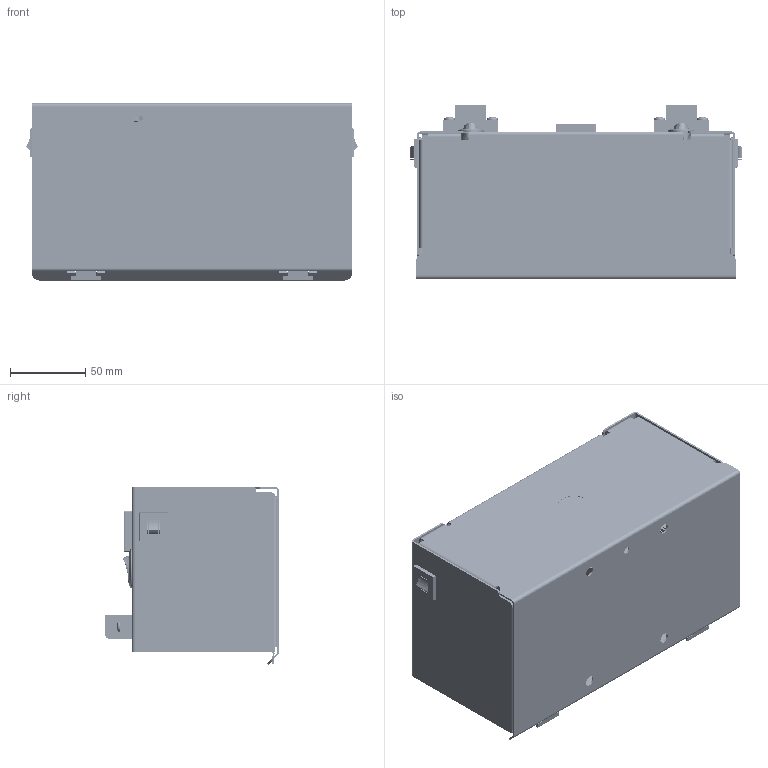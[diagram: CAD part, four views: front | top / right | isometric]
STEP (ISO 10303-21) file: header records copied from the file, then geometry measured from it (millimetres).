
FILE_DESCRIPTION(/* description */ (''),/* implementation_level */ '2;1');
FILE_NAME(/* name */ 'EPS-D100AC1-120-24-B.stp',/* time_stamp */ '2023-12-04T15:38:08-05:00',/* author */ ('cbunnell'),/* organization */ (''),/* preprocessor_version */ 'ST-DEVELOPER v19.2',/* originating_system */ 'Autodesk Inventor 2024',/* authorisation */ '');
FILE_SCHEMA (('AUTOMOTIVE_DESIGN { 1 0 10303 214 3 1 1 }'));
Products named in the file (1): 30E90013G02_Simplify_1
Bounding box: 220.72 x 115.67 x 118.08 mm (x, y, z)
Volume: 640423.7 mm3; surface area: 374332.1 mm2
Topology: 6 solids, 28 shells, 7352 faces, 19778 edges, 12908 vertices
Faces by surface type: plane 4194, cylinder 1518, bspline 1108, cone 421, torus 91, sphere 20
Full cylindrical faces by diameter (mm): 1 x8, 1.6 x19, 1.854 x4, 2 x8, 2.3 x4, 2.474 x60, 3.134 x47, 3.3 x8, 3.505 x53, 3.57 x5, 3.795 x16, 3.81 x8, 3.95 x13, 4 x24, 4.1 x16, 4.166 x41, 4.231 x1, 4.826 x16, 4.953 x2, 5 x20, 5.08 x4, 6 x16, 6.35 x4, 6.68 x4, 6.858 x8, 7.874 x4, 8 x16, 8.331 x4, 8.636 x2, 9.049 x4
Entity records: 294303 total; most frequent: CARTESIAN_POINT 115822, ORIENTED_EDGE 39548, DIRECTION 34075, EDGE_CURVE 19774, VERTEX_POINT 12914, AXIS2_PLACEMENT_3D 11718, LINE 10639, VECTOR 10639
